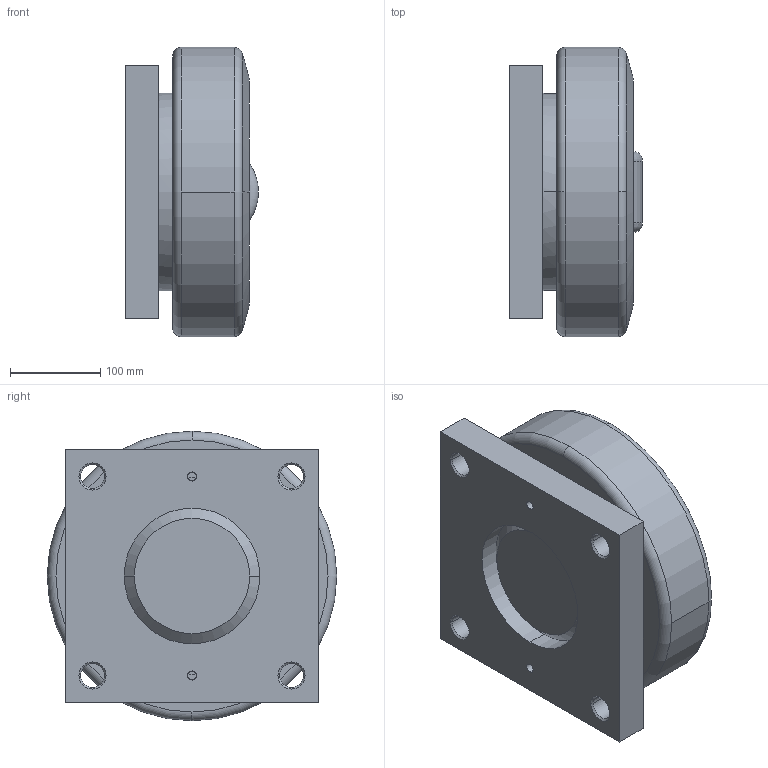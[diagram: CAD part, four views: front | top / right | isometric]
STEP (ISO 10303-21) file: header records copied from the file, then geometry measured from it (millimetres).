
FILE_DESCRIPTION(('STEP AP214'),'1');
FILE_NAME('4_094_ap_93-q.stp','2021-05-26T03:50:11',('TraceParts'),('TraceParts S.A.'),'Spatial InterOp 3D',' ',' ');
FILE_SCHEMA(('AUTOMOTIVE_DESIGN { 1 0 10303 214 1 1 1 1 }'));
Length unit declared in the file: millimetre
Products named in the file (1): 4_094_ap_93-q
Bounding box: 147 x 320 x 320 mm (x, y, z)
Volume: 9803293.5 mm3; surface area: 393131.9 mm2
Topology: 1 solids, 1 shells, 65 faces, 164 edges, 103 vertices
Faces by surface type: cylinder 20, cone 20, plane 19, torus 6
Entity records: 2292 total; most frequent: CARTESIAN_POINT 629, DIRECTION 375, ORIENTED_EDGE 328, EDGE_CURVE 164, AXIS2_PLACEMENT_3D 153, VERTEX_POINT 103, CIRCLE 87, EDGE_LOOP 79
